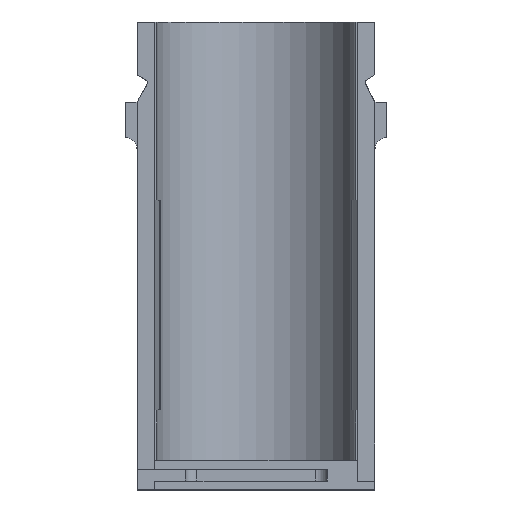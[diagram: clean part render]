
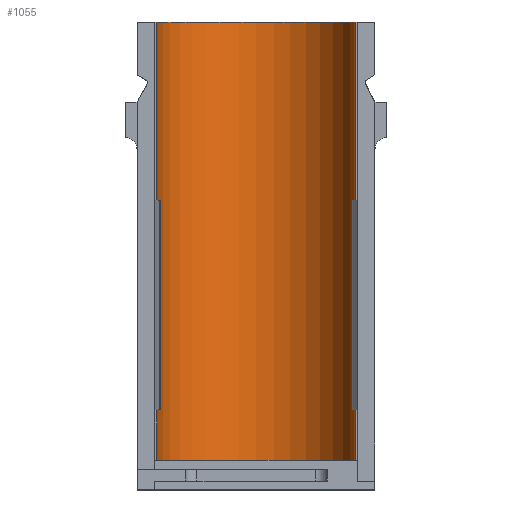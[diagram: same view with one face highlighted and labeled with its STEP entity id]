
A CAD part, left-side view. The second image highlights one B-rep face of the part: STEP entity #1055.
In plain terms, the highlighted cylindrical face has radius 8.4 mm (diameter 16.8 mm), a partial arc.
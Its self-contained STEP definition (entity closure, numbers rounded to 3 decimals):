
#27=CYLINDRICAL_SURFACE('',#1133,8.4);
#48=FACE_OUTER_BOUND('',#104,.T.);
#104=EDGE_LOOP('',(#772,#773,#774,#775,#776,#777,#778,#779,#780,#781,#782,
#783));
#152=CIRCLE('',#1130,8.4);
#153=CIRCLE('',#1134,8.4);
#154=CIRCLE('',#1135,8.4);
#155=CIRCLE('',#1136,8.4);
#156=CIRCLE('',#1137,8.4);
#157=CIRCLE('',#1138,8.4);
#217=LINE('',#1589,#345);
#219=LINE('',#1593,#347);
#220=LINE('',#1597,#348);
#221=LINE('',#1601,#349);
#222=LINE('',#1605,#350);
#223=LINE('',#1609,#351);
#345=VECTOR('',#1286,10.);
#347=VECTOR('',#1290,10.);
#348=VECTOR('',#1293,10.);
#349=VECTOR('',#1296,10.);
#350=VECTOR('',#1299,10.);
#351=VECTOR('',#1302,10.);
#456=VERTEX_POINT('',#1560);
#457=VERTEX_POINT('',#1561);
#468=VERTEX_POINT('',#1588);
#469=VERTEX_POINT('',#1592);
#470=VERTEX_POINT('',#1594);
#471=VERTEX_POINT('',#1596);
#472=VERTEX_POINT('',#1598);
#473=VERTEX_POINT('',#1600);
#474=VERTEX_POINT('',#1602);
#475=VERTEX_POINT('',#1604);
#476=VERTEX_POINT('',#1606);
#477=VERTEX_POINT('',#1608);
#571=EDGE_CURVE('',#456,#457,#152,.T.);
#585=EDGE_CURVE('',#468,#456,#217,.T.);
#587=EDGE_CURVE('',#469,#457,#219,.T.);
#588=EDGE_CURVE('',#469,#470,#153,.F.);
#589=EDGE_CURVE('',#471,#470,#220,.T.);
#590=EDGE_CURVE('',#472,#471,#154,.T.);
#591=EDGE_CURVE('',#473,#472,#221,.T.);
#592=EDGE_CURVE('',#474,#473,#155,.T.);
#593=EDGE_CURVE('',#474,#475,#222,.T.);
#594=EDGE_CURVE('',#476,#475,#156,.T.);
#595=EDGE_CURVE('',#477,#476,#223,.T.);
#596=EDGE_CURVE('',#477,#468,#157,.F.);
#772=ORIENTED_EDGE('',*,*,#571,.T.);
#773=ORIENTED_EDGE('',*,*,#587,.F.);
#774=ORIENTED_EDGE('',*,*,#588,.T.);
#775=ORIENTED_EDGE('',*,*,#589,.F.);
#776=ORIENTED_EDGE('',*,*,#590,.F.);
#777=ORIENTED_EDGE('',*,*,#591,.F.);
#778=ORIENTED_EDGE('',*,*,#592,.F.);
#779=ORIENTED_EDGE('',*,*,#593,.T.);
#780=ORIENTED_EDGE('',*,*,#594,.F.);
#781=ORIENTED_EDGE('',*,*,#595,.F.);
#782=ORIENTED_EDGE('',*,*,#596,.T.);
#783=ORIENTED_EDGE('',*,*,#585,.T.);
#1055=ADVANCED_FACE('',(#48),#27,.F.);
#1130=AXIS2_PLACEMENT_3D('',#1562,#1267,#1268);
#1133=AXIS2_PLACEMENT_3D('',#1591,#1288,#1289);
#1134=AXIS2_PLACEMENT_3D('',#1595,#1291,#1292);
#1135=AXIS2_PLACEMENT_3D('',#1599,#1294,#1295);
#1136=AXIS2_PLACEMENT_3D('',#1603,#1297,#1298);
#1137=AXIS2_PLACEMENT_3D('',#1607,#1300,#1301);
#1138=AXIS2_PLACEMENT_3D('',#1610,#1303,#1304);
#1267=DIRECTION('center_axis',(0.,0.,
-1.));
#1268=DIRECTION('ref_axis',(1.,0.,0.));
#1286=DIRECTION('',(0.,0.,-1.));
#1288=DIRECTION('center_axis',(0.,0.,-1.));
#1289=DIRECTION('ref_axis',(1.,0.,0.));
#1290=DIRECTION('',(0.,0.,-1.));
#1291=DIRECTION('center_axis',(0.,0.,
1.));
#1292=DIRECTION('ref_axis',(1.,0.,0.));
#1293=DIRECTION('',(0.,0.,-1.));
#1294=DIRECTION('center_axis',(0.,0.,-1.));
#1295=DIRECTION('ref_axis',(1.,0.,0.));
#1296=DIRECTION('',(0.,0.,-1.));
#1297=DIRECTION('center_axis',(0.,0.,-1.));
#1298=DIRECTION('ref_axis',(1.,0.,0.));
#1299=DIRECTION('',(0.,0.,-1.));
#1300=DIRECTION('center_axis',(0.,0.,-1.));
#1301=DIRECTION('ref_axis',(1.,0.,0.));
#1302=DIRECTION('',(0.,0.,1.));
#1303=DIRECTION('center_axis',(0.,0.,
1.));
#1304=DIRECTION('ref_axis',(1.,0.,0.));
#1560=CARTESIAN_POINT('',(-14.314,8.398,-38.432));
#1561=CARTESIAN_POINT('',(-14.314,-8.402,-38.432));
#1562=CARTESIAN_POINT('Origin',(-14.314,-0.002,
-38.432));
#1588=CARTESIAN_POINT('',(-14.314,8.398,-34.182));
#1589=CARTESIAN_POINT('',(-14.314,8.398,-1.5));
#1591=CARTESIAN_POINT('Origin',(-14.314,-0.002,
-1.5));
#1592=CARTESIAN_POINT('',(-14.314,-8.402,-34.182));
#1593=CARTESIAN_POINT('',(-14.314,-8.402,-1.5));
#1594=CARTESIAN_POINT('',(-16.073,-8.216,-34.182));
#1595=CARTESIAN_POINT('Origin',(-14.314,-0.002,
-34.182));
#1596=CARTESIAN_POINT('',(-16.073,-8.216,-16.5));
#1597=CARTESIAN_POINT('',(-16.073,-8.216,-1.5));
#1598=CARTESIAN_POINT('',(-14.314,-8.402,-16.5));
#1599=CARTESIAN_POINT('Origin',(-14.314,-0.002,
-16.5));
#1600=CARTESIAN_POINT('',(-14.314,-8.402,-1.5));
#1601=CARTESIAN_POINT('',(-14.314,-8.402,-1.5));
#1602=CARTESIAN_POINT('',(-14.314,8.398,-1.5));
#1603=CARTESIAN_POINT('Origin',(-14.314,-0.002,
-1.5));
#1604=CARTESIAN_POINT('',(-14.314,8.398,-16.5));
#1605=CARTESIAN_POINT('',(-14.314,8.398,-1.5));
#1606=CARTESIAN_POINT('',(-16.046,8.217,-16.5));
#1607=CARTESIAN_POINT('Origin',(-14.314,-0.002,
-16.5));
#1608=CARTESIAN_POINT('',(-16.046,8.217,-34.182));
#1609=CARTESIAN_POINT('',(-16.046,8.217,-1.5));
#1610=CARTESIAN_POINT('Origin',(-14.314,-0.002,
-34.182));
